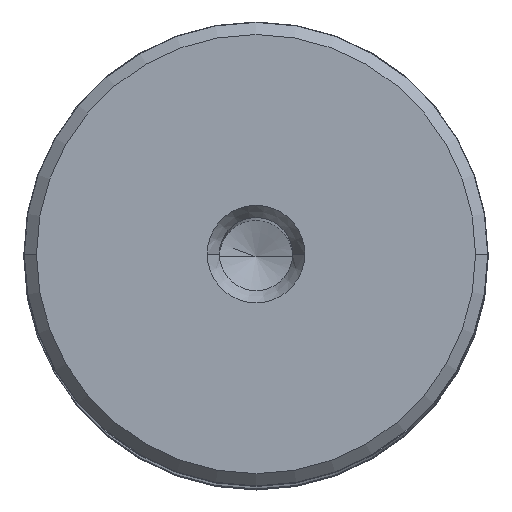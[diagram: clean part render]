
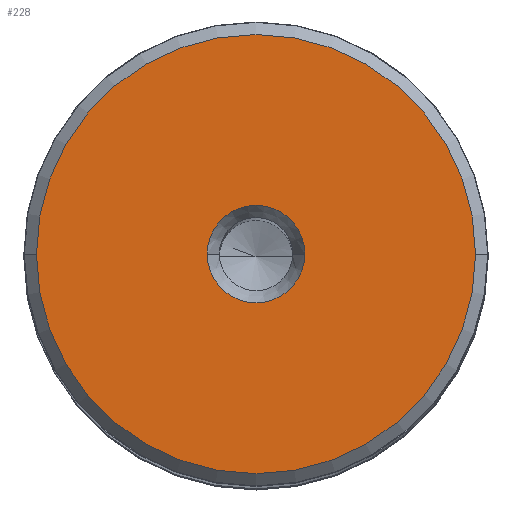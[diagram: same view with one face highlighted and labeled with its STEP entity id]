
A CAD part, top view. The second image highlights one B-rep face of the part: STEP entity #228.
In plain terms, the highlighted planar face has unit normal (0, 0, 1).
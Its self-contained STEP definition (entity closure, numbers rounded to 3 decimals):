
#228=ADVANCED_FACE('',(#256,#257),#246,.F.);
#246=PLANE('',#949);
#256=FACE_BOUND('',#298,.T.);
#257=FACE_BOUND('',#299,.T.);
#298=EDGE_LOOP('',(#472,#473));
#299=EDGE_LOOP('',(#474,#475));
#472=ORIENTED_EDGE('',*,*,#686,.F.);
#473=ORIENTED_EDGE('',*,*,#685,.F.);
#474=ORIENTED_EDGE('',*,*,#687,.F.);
#475=ORIENTED_EDGE('',*,*,#688,.F.);
#585=VERTEX_POINT('',#1470);
#586=VERTEX_POINT('',#1472);
#587=VERTEX_POINT('',#1477);
#588=VERTEX_POINT('',#1478);
#685=EDGE_CURVE('',#586,#585,#769,.T.);
#686=EDGE_CURVE('',#585,#586,#770,.T.);
#687=EDGE_CURVE('',#587,#588,#771,.T.);
#688=EDGE_CURVE('',#588,#587,#772,.T.);
#769=CIRCLE('',#944,18.011);
#770=CIRCLE('',#946,18.011);
#771=CIRCLE('',#947,4.);
#772=CIRCLE('',#948,4.);
#944=AXIS2_PLACEMENT_3D('',#1473,#1214,#1215);
#946=AXIS2_PLACEMENT_3D('',#1475,#1218,#1219);
#947=AXIS2_PLACEMENT_3D('',#1476,#1220,#1221);
#948=AXIS2_PLACEMENT_3D('',#1479,#1222,#1223);
#949=AXIS2_PLACEMENT_3D('',#1480,#1224,#1225);
#1214=DIRECTION('',(0.,0.,-1.));
#1215=DIRECTION('',(-1.,0.,0.));
#1218=DIRECTION('',(0.,0.,-1.));
#1219=DIRECTION('',(1.,0.,0.));
#1220=DIRECTION('',(0.,0.,1.));
#1221=DIRECTION('',(1.,0.,0.));
#1222=DIRECTION('',(0.,0.,1.));
#1223=DIRECTION('',(-1.,0.,0.));
#1224=DIRECTION('',(0.,0.,-1.));
#1225=DIRECTION('',(-1.,0.,0.));
#1470=CARTESIAN_POINT('',(18.011,0.,0.));
#1472=CARTESIAN_POINT('',(-18.011,0.,0.));
#1473=CARTESIAN_POINT('',(0.,0.,0.));
#1475=CARTESIAN_POINT('',(0.,0.,0.));
#1476=CARTESIAN_POINT('',(0.,0.,0.));
#1477=CARTESIAN_POINT('',(4.,0.,0.));
#1478=CARTESIAN_POINT('',(-4.,0.,0.));
#1479=CARTESIAN_POINT('',(0.,0.,0.));
#1480=CARTESIAN_POINT('',(0.,0.,0.));
